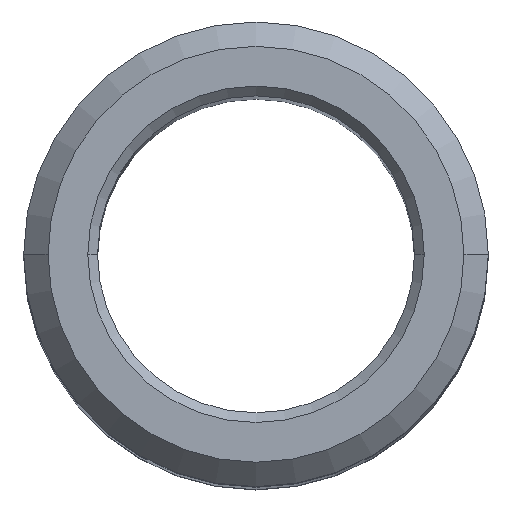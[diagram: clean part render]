
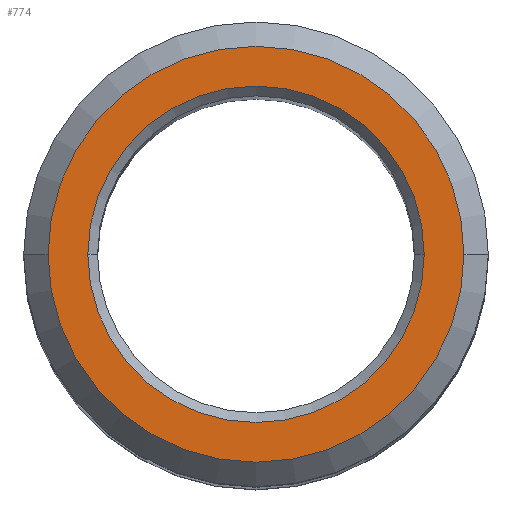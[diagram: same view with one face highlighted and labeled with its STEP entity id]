
A CAD part, top view. The second image highlights one B-rep face of the part: STEP entity #774.
In plain terms, the highlighted planar face has unit normal (0, 0, 1).
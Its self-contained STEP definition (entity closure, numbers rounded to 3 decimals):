
#7 = CARTESIAN_POINT ( 'NONE',  ( -3.45, 0., 0. ) ) ;
#23 = AXIS2_PLACEMENT_3D ( 'NONE', #945, #821, #415 ) ;
#36 = CARTESIAN_POINT ( 'NONE',  ( 4.265, 0., 0. ) ) ;
#55 = CIRCLE ( 'NONE', #1122, 3.45 ) ;
#58 = ORIENTED_EDGE ( 'NONE', *, *, #141, .T. ) ;
#69 = DIRECTION ( 'NONE',  ( 1., 0., 0. ) ) ;
#96 = CIRCLE ( 'NONE', #652, 4.265 ) ;
#105 = CIRCLE ( 'NONE', #554, 3.45 ) ;
#128 = VERTEX_POINT ( 'NONE', #36 ) ;
#141 = EDGE_CURVE ( 'NONE', #966, #128, #524, .T. ) ;
#174 = ORIENTED_EDGE ( 'NONE', *, *, #672, .T. ) ;
#191 = CARTESIAN_POINT ( 'NONE',  ( 0., 0., 0. ) ) ;
#254 = EDGE_CURVE ( 'NONE', #575, #944, #105, .T. ) ;
#283 = DIRECTION ( 'NONE',  ( 0., 0., 1. ) ) ;
#336 = FACE_OUTER_BOUND ( 'NONE', #468, .T. ) ;
#415 = DIRECTION ( 'NONE',  ( 1., 0., 0. ) ) ;
#461 = CARTESIAN_POINT ( 'NONE',  ( 0., 0., 0. ) ) ;
#468 = EDGE_LOOP ( 'NONE', ( #58, #174 ) ) ;
#503 = DIRECTION ( 'NONE',  ( 1., 0., 0. ) ) ;
#508 = CARTESIAN_POINT ( 'NONE',  ( 0., 0., 0. ) ) ;
#512 = DIRECTION ( 'NONE',  ( 1., 0., 0. ) ) ;
#524 = CIRCLE ( 'NONE', #689, 4.265 ) ;
#554 = AXIS2_PLACEMENT_3D ( 'NONE', #191, #1103, #69 ) ;
#555 = DIRECTION ( 'NONE',  ( 1., 0., 0. ) ) ;
#575 = VERTEX_POINT ( 'NONE', #923 ) ;
#578 = FACE_BOUND ( 'NONE', #1077, .T. ) ;
#591 = CARTESIAN_POINT ( 'NONE',  ( 0., 0., 0. ) ) ;
#630 = DIRECTION ( 'NONE',  ( 0., 0., 1. ) ) ;
#652 = AXIS2_PLACEMENT_3D ( 'NONE', #591, #630, #555 ) ;
#672 = EDGE_CURVE ( 'NONE', #128, #966, #96, .T. ) ;
#682 = ORIENTED_EDGE ( 'NONE', *, *, #934, .T. ) ;
#689 = AXIS2_PLACEMENT_3D ( 'NONE', #508, #283, #512 ) ;
#774 = ADVANCED_FACE ( 'NONE', ( #578, #336 ), #1113, .T. ) ;
#821 = DIRECTION ( 'NONE',  ( 0., 0., 1. ) ) ;
#828 = CARTESIAN_POINT ( 'NONE',  ( -4.265, 0., 0. ) ) ;
#893 = DIRECTION ( 'NONE',  ( 0., 0., -1. ) ) ;
#923 = CARTESIAN_POINT ( 'NONE',  ( 3.45, 0., 0. ) ) ;
#927 = ORIENTED_EDGE ( 'NONE', *, *, #254, .T. ) ;
#934 = EDGE_CURVE ( 'NONE', #944, #575, #55, .T. ) ;
#944 = VERTEX_POINT ( 'NONE', #7 ) ;
#945 = CARTESIAN_POINT ( 'NONE',  ( 0., 0., 0. ) ) ;
#966 = VERTEX_POINT ( 'NONE', #828 ) ;
#1077 = EDGE_LOOP ( 'NONE', ( #927, #682 ) ) ;
#1103 = DIRECTION ( 'NONE',  ( 0., 0., -1. ) ) ;
#1113 = PLANE ( 'NONE',  #23 ) ;
#1122 = AXIS2_PLACEMENT_3D ( 'NONE', #461, #893, #503 ) ;
